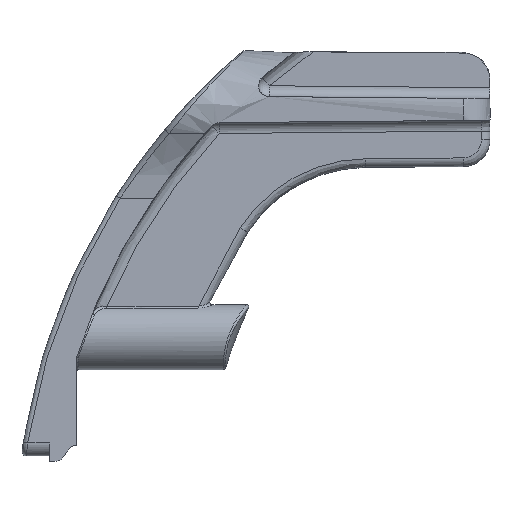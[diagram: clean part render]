
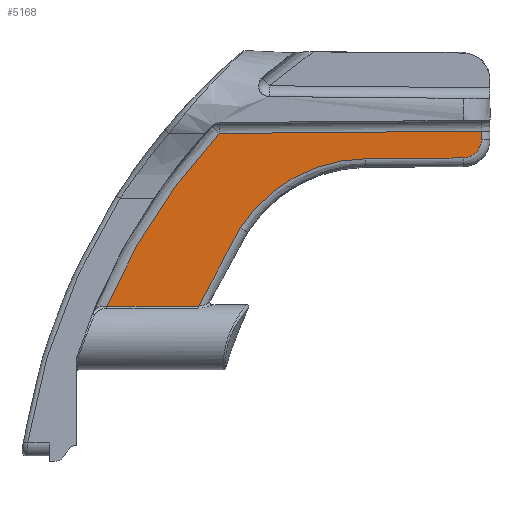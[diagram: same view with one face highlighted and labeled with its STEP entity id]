
A CAD part, left-side view. The second image highlights one B-rep face of the part: STEP entity #5168.
In plain terms, the highlighted planar face has unit normal (-1, -0.009, 0).
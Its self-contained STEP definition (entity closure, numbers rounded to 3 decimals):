
#253 = ORIENTED_EDGE ( 'NONE', *, *, #5012, .T. ) ;
#254 = ORIENTED_EDGE ( 'NONE', *, *, #5013, .T. ) ;
#255 = ORIENTED_EDGE ( 'NONE', *, *, #5014, .T. ) ;
#256 = ORIENTED_EDGE ( 'NONE', *, *, #5015, .T. ) ;
#257 = ORIENTED_EDGE ( 'NONE', *, *, #5016, .T. ) ;
#258 = ORIENTED_EDGE ( 'NONE', *, *, #5017, .T. ) ;
#259 = ORIENTED_EDGE ( 'NONE', *, *, #5018, .T. ) ;
#260 = ORIENTED_EDGE ( 'NONE', *, *, #5019, .T. ) ;
#366 =( BOUNDED_CURVE ( )  B_SPLINE_CURVE ( 3, ( #2248, #2247, #2253, #2254 ),
 .UNSPECIFIED., .F., .F. ) 
 B_SPLINE_CURVE_WITH_KNOTS ( ( 4, 4 ),
 ( 5.533, 5.881 ),
 .UNSPECIFIED. ) 
 CURVE ( )  GEOMETRIC_REPRESENTATION_ITEM ( )  RATIONAL_B_SPLINE_CURVE ( ( 1., 0.99, 0.99, 1. ) ) 
 REPRESENTATION_ITEM ( '' )  );
#367 =( BOUNDED_CURVE ( )  B_SPLINE_CURVE ( 3, ( #2251, #2252, #2257, #2258 ),
 .UNSPECIFIED., .F., .F. ) 
 B_SPLINE_CURVE_WITH_KNOTS ( ( 4, 4 ),
 ( 4.222, 4.248 ),
 .UNSPECIFIED. ) 
 CURVE ( )  GEOMETRIC_REPRESENTATION_ITEM ( )  RATIONAL_B_SPLINE_CURVE ( ( 1., 1., 1., 1. ) ) 
 REPRESENTATION_ITEM ( '' )  );
#368 =( BOUNDED_CURVE ( )  B_SPLINE_CURVE ( 3, ( #2255, #2256, #2261, #2262 ),
 .UNSPECIFIED., .F., .F. ) 
 B_SPLINE_CURVE_WITH_KNOTS ( ( 4, 4 ),
 ( 0.414, 0.569 ),
 .UNSPECIFIED. ) 
 CURVE ( )  GEOMETRIC_REPRESENTATION_ITEM ( )  RATIONAL_B_SPLINE_CURVE ( ( 1., 0.998, 0.998, 1. ) ) 
 REPRESENTATION_ITEM ( '' )  );
#369 =( BOUNDED_CURVE ( )  B_SPLINE_CURVE ( 3, ( #2260, #2259, #2265, #2266 ),
 .UNSPECIFIED., .F., .F. ) 
 B_SPLINE_CURVE_WITH_KNOTS ( ( 4, 4 ),
 ( 0.569, 1.562 ),
 .UNSPECIFIED. ) 
 CURVE ( )  GEOMETRIC_REPRESENTATION_ITEM ( )  RATIONAL_B_SPLINE_CURVE ( ( 1., 0.919, 0.919, 1. ) ) 
 REPRESENTATION_ITEM ( '' )  );
#370 =( BOUNDED_CURVE ( )  B_SPLINE_CURVE ( 3, ( #2264, #2263, #2271, #2272 ),
 .UNSPECIFIED., .F., .F. ) 
 B_SPLINE_CURVE_WITH_KNOTS ( ( 4, 4 ),
 ( 1.58, 3.142 ),
 .UNSPECIFIED. ) 
 CURVE ( )  GEOMETRIC_REPRESENTATION_ITEM ( )  RATIONAL_B_SPLINE_CURVE ( ( 1., 0.807, 0.807, 1. ) ) 
 REPRESENTATION_ITEM ( '' )  );
#646 = VERTEX_POINT ( 'NONE', #1999 ) ;
#647 = VERTEX_POINT ( 'NONE', #2000 ) ;
#648 = VERTEX_POINT ( 'NONE', #2001 ) ;
#649 = VERTEX_POINT ( 'NONE', #2002 ) ;
#650 = VERTEX_POINT ( 'NONE', #2003 ) ;
#651 = VERTEX_POINT ( 'NONE', #2004 ) ;
#660 = VERTEX_POINT ( 'NONE', #2013 ) ;
#661 = VERTEX_POINT ( 'NONE', #2014 ) ;
#703 = EDGE_LOOP ( 'NONE', ( #253, #254, #255, #256, #257, #258, #259, #260 ) ) ;
#1287 = LINE ( 'NONE', #2267, #1288 ) ;
#1288 = VECTOR ( 'NONE', #2268, 1000. ) ;
#1289 = LINE ( 'NONE', #2273, #1291 ) ;
#1290 = LINE ( 'NONE', #2275, #1292 ) ;
#1291 = VECTOR ( 'NONE', #2274, 1000. ) ;
#1292 = VECTOR ( 'NONE', #2276, 1000. ) ;
#1460 = FACE_OUTER_BOUND ( 'NONE', #703, .T. ) ;
#1999 = CARTESIAN_POINT ( 'NONE',  ( -1.007, 0.793, -2.007 ) ) ;
#2000 = CARTESIAN_POINT ( 'NONE',  ( -1.007, 0.793, -2.772 ) ) ;
#2001 = CARTESIAN_POINT ( 'NONE',  ( -1.022, 2.478, -4.472 ) ) ;
#2002 = CARTESIAN_POINT ( 'NONE',  ( -1.1, 11.5, -4.55 ) ) ;
#2003 = CARTESIAN_POINT ( 'NONE',  ( -1.201, 23.005, -10.915 ) ) ;
#2004 = CARTESIAN_POINT ( 'NONE',  ( -1.235, 26.871, -18.14 ) ) ;
#2013 = CARTESIAN_POINT ( 'NONE',  ( -1.308, 35.327, -18.178 ) ) ;
#2014 = CARTESIAN_POINT ( 'NONE',  ( -1.218, 24.95, -2.218 ) ) ;
#2247 = CARTESIAN_POINT ( 'NONE',  ( -1.256, 29.321, -6.906 ) ) ;
#2248 = CARTESIAN_POINT ( 'NONE',  ( -1.218, 24.95, -2.218 ) ) ;
#2251 = CARTESIAN_POINT ( 'NONE',  ( -1.308, 35.327, -18.178 ) ) ;
#2252 = CARTESIAN_POINT ( 'NONE',  ( -1.284, 32.527, -18.165 ) ) ;
#2253 = CARTESIAN_POINT ( 'NONE',  ( -1.286, 32.815, -12.28 ) ) ;
#2254 = CARTESIAN_POINT ( 'NONE',  ( -1.308, 35.327, -18.178 ) ) ;
#2255 = CARTESIAN_POINT ( 'NONE',  ( -1.235, 26.871, -18.14 ) ) ;
#2256 = CARTESIAN_POINT ( 'NONE',  ( -1.225, 25.771, -15.634 ) ) ;
#2257 = CARTESIAN_POINT ( 'NONE',  ( -1.259, 29.709, -18.152 ) ) ;
#2258 = CARTESIAN_POINT ( 'NONE',  ( -1.235, 26.871, -18.14 ) ) ;
#2259 = CARTESIAN_POINT ( 'NONE',  ( -1.178, 20.437, -6.899 ) ) ;
#2260 = CARTESIAN_POINT ( 'NONE',  ( -1.201, 23.005, -10.915 ) ) ;
#2261 = CARTESIAN_POINT ( 'NONE',  ( -1.214, 24.48, -13.22 ) ) ;
#2262 = CARTESIAN_POINT ( 'NONE',  ( -1.201, 23.005, -10.915 ) ) ;
#2263 = CARTESIAN_POINT ( 'NONE',  ( -1.013, 1.489, -4.463 ) ) ;
#2264 = CARTESIAN_POINT ( 'NONE',  ( -1.022, 2.478, -4.472 ) ) ;
#2265 = CARTESIAN_POINT ( 'NONE',  ( -1.142, 16.266, -4.592 ) ) ;
#2266 = CARTESIAN_POINT ( 'NONE',  ( -1.1, 11.5, -4.55 ) ) ;
#2267 = CARTESIAN_POINT ( 'NONE',  ( -1.022, 2.485, -4.472 ) ) ;
#2268 = DIRECTION ( 'NONE',  ( 0.009, -1., 0.009 ) ) ;
#2271 = CARTESIAN_POINT ( 'NONE',  ( -1.007, 0.793, -3.761 ) ) ;
#2272 = CARTESIAN_POINT ( 'NONE',  ( -1.007, 0.793, -2.772 ) ) ;
#2273 = CARTESIAN_POINT ( 'NONE',  ( -1.007, 0.793, -1. ) ) ;
#2274 = DIRECTION ( 'NONE',  ( 0., 0., 1. ) ) ;
#2275 = CARTESIAN_POINT ( 'NONE',  ( -0.999, -0.07, -1.999 ) ) ;
#2276 = DIRECTION ( 'NONE',  ( -0.009, 1., -0.009 ) ) ;
#2646 = AXIS2_PLACEMENT_3D ( 'NONE', #3129, #3134, #3135 ) ;
#3127 = PLANE ( 'NONE',  #2646 ) ;
#3129 = CARTESIAN_POINT ( 'NONE',  ( -1., 0., 6. ) ) ;
#3134 = DIRECTION ( 'NONE',  ( -1., -0.009, 0. ) ) ;
#3135 = DIRECTION ( 'NONE',  ( 0.009, -1., 0. ) ) ;
#5012 = EDGE_CURVE ( 'NONE', #661, #660, #366, .T. ) ;
#5013 = EDGE_CURVE ( 'NONE', #660, #651, #367, .T. ) ;
#5014 = EDGE_CURVE ( 'NONE', #651, #650, #368, .T. ) ;
#5015 = EDGE_CURVE ( 'NONE', #650, #649, #369, .T. ) ;
#5016 = EDGE_CURVE ( 'NONE', #649, #648, #1287, .T. ) ;
#5017 = EDGE_CURVE ( 'NONE', #648, #647, #370, .T. ) ;
#5018 = EDGE_CURVE ( 'NONE', #647, #646, #1289, .T. ) ;
#5019 = EDGE_CURVE ( 'NONE', #646, #661, #1290, .T. ) ;
#5168 = ADVANCED_FACE ( 'NONE', ( #1460 ), #3127, .T. ) ;
